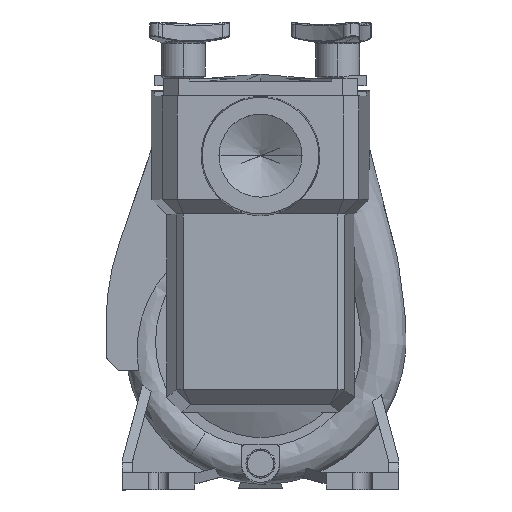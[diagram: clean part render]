
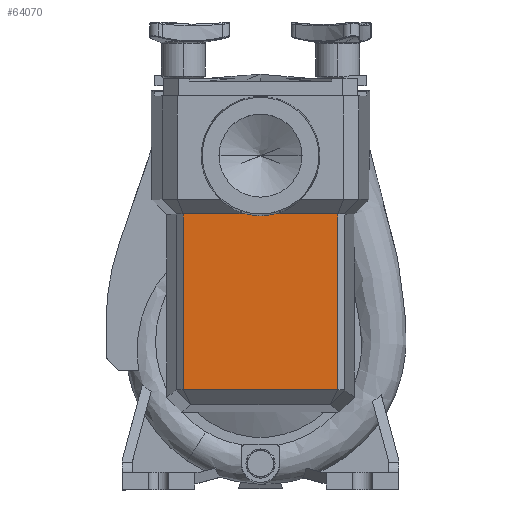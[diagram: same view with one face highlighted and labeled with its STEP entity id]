
A CAD part, top view. The second image highlights one B-rep face of the part: STEP entity #64070.
In plain terms, the highlighted face is planar.
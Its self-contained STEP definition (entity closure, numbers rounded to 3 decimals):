
#204 = CIRCLE ( 'NONE', #41313, 41.205 ) ;
#5177 = CARTESIAN_POINT ( 'NONE',  ( 172., 53.039, 68.405 ) ) ;
#9384 = ORIENTED_EDGE ( 'NONE', *, *, #43142, .T. ) ;
#9956 = EDGE_CURVE ( 'NONE', #62052, #65494, #80499, .T. ) ;
#13636 = EDGE_CURVE ( 'NONE', #91203, #78012, #46304, .T. ) ;
#13894 = CARTESIAN_POINT ( 'NONE',  ( 172., -53.039, 189. ) ) ;
#18475 = CARTESIAN_POINT ( 'NONE',  ( 172., 53.039, 189. ) ) ;
#23653 = CARTESIAN_POINT ( 'NONE',  ( 172., -53.039, 189. ) ) ;
#24572 = DIRECTION ( 'NONE',  ( 0., -1., 0. ) ) ;
#29750 = DIRECTION ( 'NONE',  ( -1., 0., 0. ) ) ;
#29765 = VERTEX_POINT ( 'NONE', #80856 ) ;
#31901 = EDGE_CURVE ( 'NONE', #29765, #62052, #104423, .T. ) ;
#32043 = VERTEX_POINT ( 'NONE', #18475 ) ;
#34532 = CARTESIAN_POINT ( 'NONE',  ( 172., -9.894, 189. ) ) ;
#35499 = ORIENTED_EDGE ( 'NONE', *, *, #13636, .T. ) ;
#35944 = CARTESIAN_POINT ( 'NONE',  ( 172., 9.894, 189. ) ) ;
#36062 = VECTOR ( 'NONE', #37815, 1000. ) ;
#37233 = EDGE_LOOP ( 'NONE', ( #65378, #9384, #35499, #84545, #60234, #53725, #47694 ) ) ;
#37815 = DIRECTION ( 'NONE',  ( 0., 0., 1. ) ) ;
#41313 = AXIS2_PLACEMENT_3D ( 'NONE', #51187, #93053, #43865 ) ;
#43018 = LINE ( 'NONE', #77632, #99245 ) ;
#43142 = EDGE_CURVE ( 'NONE', #65494, #91203, #92643, .T. ) ;
#43865 = DIRECTION ( 'NONE',  ( 0., 0., 1. ) ) ;
#45410 = FACE_OUTER_BOUND ( 'NONE', #37233, .T. ) ;
#45758 = CARTESIAN_POINT ( 'NONE',  ( 172., 0., 68.405 ) ) ;
#46304 = LINE ( 'NONE', #45758, #68201 ) ;
#46417 = CARTESIAN_POINT ( 'NONE',  ( 172., -77.989, 189. ) ) ;
#47261 = AXIS2_PLACEMENT_3D ( 'NONE', #53833, #79492, #52740 ) ;
#47694 = ORIENTED_EDGE ( 'NONE', *, *, #31901, .T. ) ;
#51187 = CARTESIAN_POINT ( 'NONE',  ( 172., 0., 229. ) ) ;
#52740 = DIRECTION ( 'NONE',  ( 0., 0., -1. ) ) ;
#53725 = ORIENTED_EDGE ( 'NONE', *, *, #86223, .T. ) ;
#53833 = CARTESIAN_POINT ( 'NONE',  ( 172., -77.989, 39.4 ) ) ;
#55726 = LINE ( 'NONE', #81386, #36062 ) ;
#56915 = EDGE_CURVE ( 'NONE', #32043, #81864, #43018, .T. ) ;
#57171 = CARTESIAN_POINT ( 'NONE',  ( 172., -53.039, 68.405 ) ) ;
#60234 = ORIENTED_EDGE ( 'NONE', *, *, #56915, .T. ) ;
#61603 = AXIS2_PLACEMENT_3D ( 'NONE', #72256, #29750, #99050 ) ;
#62052 = VERTEX_POINT ( 'NONE', #34532 ) ;
#63756 = DIRECTION ( 'NONE',  ( 0., -1., 0. ) ) ;
#64070 = ADVANCED_FACE ( 'NONE', ( #45410 ), #70593, .T. ) ;
#65378 = ORIENTED_EDGE ( 'NONE', *, *, #9956, .T. ) ;
#65494 = VERTEX_POINT ( 'NONE', #23653 ) ;
#68201 = VECTOR ( 'NONE', #88761, 1000. ) ;
#69827 = VECTOR ( 'NONE', #63756, 1000. ) ;
#70593 = PLANE ( 'NONE',  #47261 ) ;
#72256 = CARTESIAN_POINT ( 'NONE',  ( 172., 0., 229. ) ) ;
#75938 = VECTOR ( 'NONE', #109436, 1000. ) ;
#77632 = CARTESIAN_POINT ( 'NONE',  ( 172., -77.989, 189. ) ) ;
#78012 = VERTEX_POINT ( 'NONE', #5177 ) ;
#79492 = DIRECTION ( 'NONE',  ( 1., 0., 0. ) ) ;
#80499 = LINE ( 'NONE', #46417, #69827 ) ;
#80856 = CARTESIAN_POINT ( 'NONE',  ( 172., 0., 187.795 ) ) ;
#81386 = CARTESIAN_POINT ( 'NONE',  ( 172., 53.039, 39.4 ) ) ;
#81864 = VERTEX_POINT ( 'NONE', #35944 ) ;
#84545 = ORIENTED_EDGE ( 'NONE', *, *, #87746, .T. ) ;
#86223 = EDGE_CURVE ( 'NONE', #81864, #29765, #204, .T. ) ;
#87746 = EDGE_CURVE ( 'NONE', #78012, #32043, #55726, .T. ) ;
#88761 = DIRECTION ( 'NONE',  ( 0., 1., 0. ) ) ;
#91203 = VERTEX_POINT ( 'NONE', #57171 ) ;
#92643 = LINE ( 'NONE', #13894, #75938 ) ;
#93053 = DIRECTION ( 'NONE',  ( -1., 0., 0. ) ) ;
#99050 = DIRECTION ( 'NONE',  ( 0., 0., 1. ) ) ;
#99245 = VECTOR ( 'NONE', #24572, 1000. ) ;
#104423 = CIRCLE ( 'NONE', #61603, 41.205 ) ;
#109436 = DIRECTION ( 'NONE',  ( 0., 0., -1. ) ) ;
